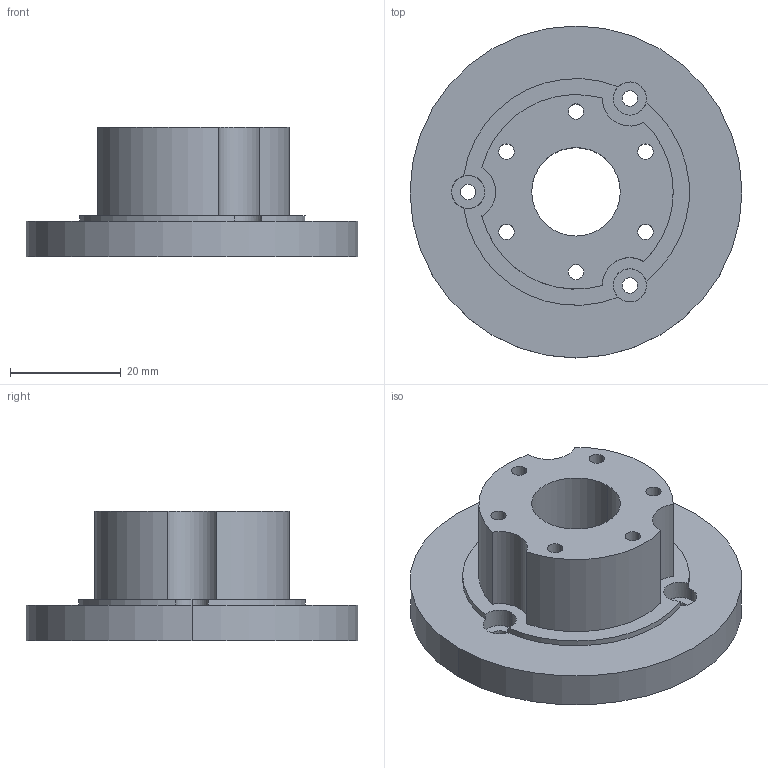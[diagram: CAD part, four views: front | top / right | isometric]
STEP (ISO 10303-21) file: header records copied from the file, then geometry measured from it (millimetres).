
FILE_DESCRIPTION (( 'STEP AP214' ), '1' );
FILE_NAME ('Out_shaft_6.5_1_J4.STEP', '2021-04-07T10:08:29', ( '' ), ( '' ), 'SwSTEP 2.0', 'SolidWorks 2020', '' );
FILE_SCHEMA (( 'AUTOMOTIVE_DESIGN' ));
Length unit declared in the file: millimetre
Products named in the file (1): Out_shaft_6.5_1_J4
Bounding box: 60 x 60 x 23.4 mm (x, y, z)
Volume: 28152 mm3; surface area: 10997.8 mm2
Topology: 1 solids, 1 shells, 46 faces, 126 edges, 84 vertices
Faces by surface type: cylinder 39, plane 7
Entity records: 1588 total; most frequent: DIRECTION 304, CARTESIAN_POINT 257, ORIENTED_EDGE 252, AXIS2_PLACEMENT_3D 131, EDGE_CURVE 126, CIRCLE 84, VERTEX_POINT 84, EDGE_LOOP 68
